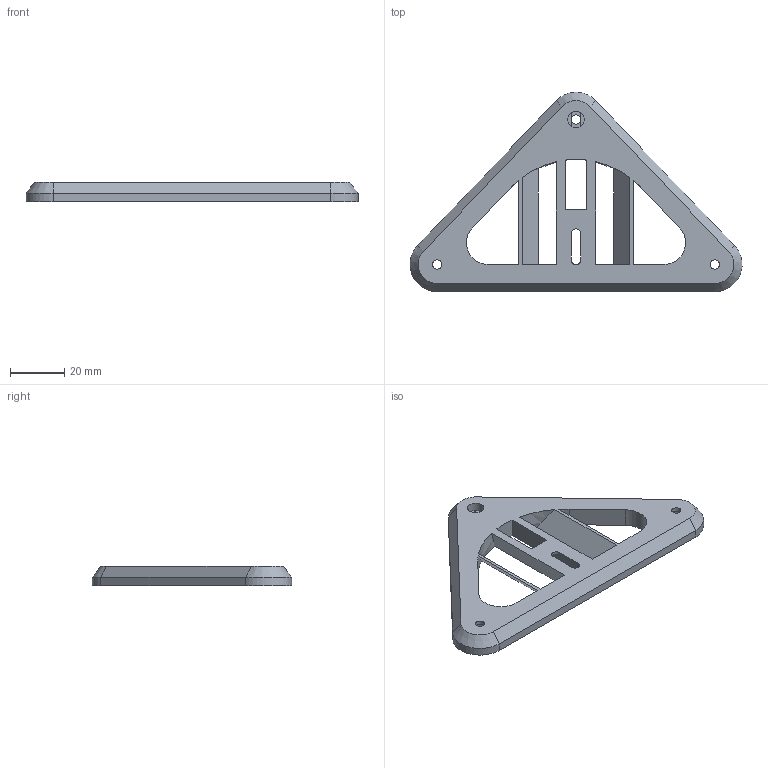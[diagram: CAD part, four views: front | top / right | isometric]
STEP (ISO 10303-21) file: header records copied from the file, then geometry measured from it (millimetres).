
FILE_DESCRIPTION(('FreeCAD Model'),'2;1');
FILE_NAME('Open CASCADE Shape Model','2024-10-14T14:55:55',(''),(''), 'Open CASCADE STEP processor 7.7','Ondsel','Unknown');
FILE_SCHEMA(('AUTOMOTIVE_DESIGN { 1 0 10303 214 1 1 1 1 }'));
Length unit declared in the file: millimetre
Products named in the file (2): Output_Funnel; Output_Funnel-Body
Assembly tree (1 placements, depth 2):
  Output_Funnel
    Output_Funnel-Body
Bounding box: 121.88 x 73.22 x 7 mm (x, y, z)
Volume: 21875.9 mm3; surface area: 12585.8 mm2
Topology: 1 solids, 1 shells, 62 faces, 165 edges, 105 vertices
Faces by surface type: plane 38, cylinder 19, cone 5
Full cylindrical faces by diameter (mm): 3.4 x3, 4.5 x2, 6.1 x1
Entity records: 2337 total; most frequent: CARTESIAN_POINT 672, DIRECTION 347, ORIENTED_EDGE 330, EDGE_CURVE 165, AXIS2_PLACEMENT_3D 120, LINE 107, VECTOR 107, VERTEX_POINT 105
